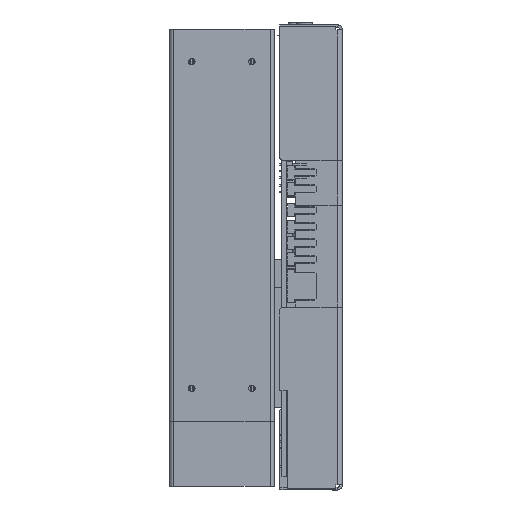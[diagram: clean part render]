
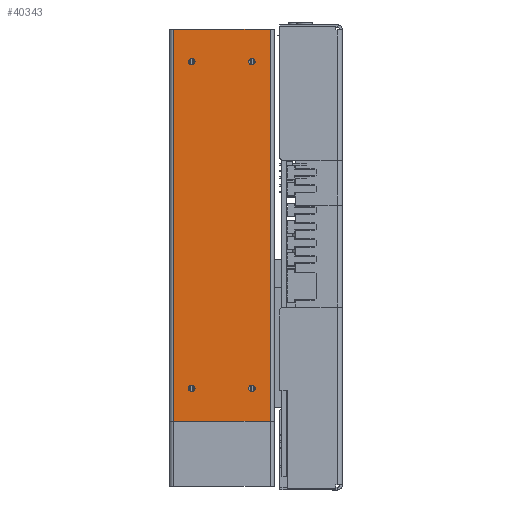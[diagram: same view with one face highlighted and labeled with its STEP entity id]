
A CAD part, left-side view. The second image highlights one B-rep face of the part: STEP entity #40343.
In plain terms, the highlighted planar face has unit normal (-1, 0, 0).
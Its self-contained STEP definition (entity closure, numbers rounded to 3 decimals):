
#691 = VERTEX_POINT ( 'NONE', #39676 ) ;
#787 = DIRECTION ( 'NONE',  ( 0., -1., 0. ) ) ;
#2734 = VERTEX_POINT ( 'NONE', #9946 ) ;
#2819 = CARTESIAN_POINT ( 'NONE',  ( -32.864, -19.044, 112.5 ) ) ;
#3654 = ORIENTED_EDGE ( 'NONE', *, *, #10992, .F. ) ;
#4494 = LINE ( 'NONE', #32615, #14825 ) ;
#4616 = CARTESIAN_POINT ( 'NONE',  ( -32.864, -12.044, 126.25 ) ) ;
#4893 = DIRECTION ( 'NONE',  ( -1., 0., 0. ) ) ;
#5792 = LINE ( 'NONE', #34093, #25353 ) ;
#5991 = AXIS2_PLACEMENT_3D ( 'NONE', #10980, #7279, #43172 ) ;
#6787 = EDGE_LOOP ( 'NONE', ( #23516, #8455, #3654, #26550 ) ) ;
#6851 = AXIS2_PLACEMENT_3D ( 'NONE', #31491, #6864, #38896 ) ;
#6864 = DIRECTION ( 'NONE',  ( -1., 0., 0. ) ) ;
#7279 = DIRECTION ( 'NONE',  ( -1., 0., 0. ) ) ;
#7495 = FACE_BOUND ( 'NONE', #40252, .T. ) ;
#7966 = AXIS2_PLACEMENT_3D ( 'NONE', #40819, #4893, #40375 ) ;
#8455 = ORIENTED_EDGE ( 'NONE', *, *, #36003, .F. ) ;
#8704 = DIRECTION ( 'NONE',  ( -1., 0., 0. ) ) ;
#8987 = EDGE_CURVE ( 'NONE', #45676, #45676, #10897, .T. ) ;
#9792 = CARTESIAN_POINT ( 'NONE',  ( -32.864, -12.044, 250. ) ) ;
#9946 = CARTESIAN_POINT ( 'NONE',  ( -32.864, 17.956, 262.5 ) ) ;
#10699 = AXIS2_PLACEMENT_3D ( 'NONE', #19570, #8704, #37890 ) ;
#10897 = CIRCLE ( 'NONE', #7966, 1.25 ) ;
#10980 = CARTESIAN_POINT ( 'NONE',  ( -32.864, -0.544, 162.5 ) ) ;
#10992 = EDGE_CURVE ( 'NONE', #2734, #27553, #4494, .T. ) ;
#11836 = ORIENTED_EDGE ( 'NONE', *, *, #44653, .F. ) ;
#12010 = CIRCLE ( 'NONE', #6851, 1.25 ) ;
#12192 = CIRCLE ( 'NONE', #10699, 1.25 ) ;
#12877 = CARTESIAN_POINT ( 'NONE',  ( -32.864, 17.956, 112.5 ) ) ;
#12935 = AXIS2_PLACEMENT_3D ( 'NONE', #9792, #13751, #13503 ) ;
#13020 = ORIENTED_EDGE ( 'NONE', *, *, #37172, .F. ) ;
#13503 = DIRECTION ( 'NONE',  ( 0., 0., 1. ) ) ;
#13751 = DIRECTION ( 'NONE',  ( -1., 0., 0. ) ) ;
#14825 = VECTOR ( 'NONE', #787, 1000. ) ;
#15450 = DIRECTION ( 'NONE',  ( 0., -1., 0. ) ) ;
#17496 = EDGE_CURVE ( 'NONE', #23800, #28371, #35643, .T. ) ;
#17938 = EDGE_LOOP ( 'NONE', ( #43716 ) ) ;
#18774 = CARTESIAN_POINT ( 'NONE',  ( -32.864, 10.956, 126.25 ) ) ;
#19238 = DIRECTION ( 'NONE',  ( 0., 0., -1. ) ) ;
#19570 = CARTESIAN_POINT ( 'NONE',  ( -32.864, 10.956, 125. ) ) ;
#20185 = CARTESIAN_POINT ( 'NONE',  ( -32.864, 10.956, 251.25 ) ) ;
#20896 = VECTOR ( 'NONE', #15450, 1000. ) ;
#21635 = FACE_OUTER_BOUND ( 'NONE', #6787, .T. ) ;
#22856 = EDGE_CURVE ( 'NONE', #2734, #23800, #41810, .T. ) ;
#23516 = ORIENTED_EDGE ( 'NONE', *, *, #17496, .T. ) ;
#23800 = VERTEX_POINT ( 'NONE', #12877 ) ;
#23978 = EDGE_LOOP ( 'NONE', ( #35586 ) ) ;
#25353 = VECTOR ( 'NONE', #19238, 1000. ) ;
#26550 = ORIENTED_EDGE ( 'NONE', *, *, #22856, .T. ) ;
#27207 = CARTESIAN_POINT ( 'NONE',  ( -32.864, 17.956, 162.5 ) ) ;
#27553 = VERTEX_POINT ( 'NONE', #44005 ) ;
#28371 = VERTEX_POINT ( 'NONE', #2819 ) ;
#30916 = EDGE_LOOP ( 'NONE', ( #13020 ) ) ;
#31491 = CARTESIAN_POINT ( 'NONE',  ( -32.864, -12.044, 125. ) ) ;
#32571 = PLANE ( 'NONE',  #5991 ) ;
#32615 = CARTESIAN_POINT ( 'NONE',  ( -32.864, 17.956, 262.5 ) ) ;
#32737 = VERTEX_POINT ( 'NONE', #18774 ) ;
#33122 = CARTESIAN_POINT ( 'NONE',  ( -32.864, 17.956, 112.5 ) ) ;
#33520 = EDGE_CURVE ( 'NONE', #691, #691, #44744, .T. ) ;
#34093 = CARTESIAN_POINT ( 'NONE',  ( -32.864, -19.044, 162.5 ) ) ;
#35586 = ORIENTED_EDGE ( 'NONE', *, *, #33520, .F. ) ;
#35643 = LINE ( 'NONE', #33122, #20896 ) ;
#35784 = FACE_BOUND ( 'NONE', #17938, .T. ) ;
#36003 = EDGE_CURVE ( 'NONE', #27553, #28371, #5792, .T. ) ;
#37172 = EDGE_CURVE ( 'NONE', #43115, #43115, #12010, .T. ) ;
#37890 = DIRECTION ( 'NONE',  ( 0., 0., 1. ) ) ;
#38821 = FACE_BOUND ( 'NONE', #30916, .T. ) ;
#38896 = DIRECTION ( 'NONE',  ( 0., 0., 1. ) ) ;
#39676 = CARTESIAN_POINT ( 'NONE',  ( -32.864, -12.044, 251.25 ) ) ;
#40252 = EDGE_LOOP ( 'NONE', ( #11836 ) ) ;
#40343 = ADVANCED_FACE ( 'NONE', ( #35784, #42268, #7495, #38821, #21635 ), #32571, .T. ) ;
#40375 = DIRECTION ( 'NONE',  ( 0., 0., 1. ) ) ;
#40819 = CARTESIAN_POINT ( 'NONE',  ( -32.864, 10.956, 250. ) ) ;
#41810 = LINE ( 'NONE', #27207, #44823 ) ;
#42268 = FACE_BOUND ( 'NONE', #23978, .T. ) ;
#43115 = VERTEX_POINT ( 'NONE', #4616 ) ;
#43172 = DIRECTION ( 'NONE',  ( 0., 0., 1. ) ) ;
#43716 = ORIENTED_EDGE ( 'NONE', *, *, #8987, .F. ) ;
#44005 = CARTESIAN_POINT ( 'NONE',  ( -32.864, -19.044, 262.5 ) ) ;
#44653 = EDGE_CURVE ( 'NONE', #32737, #32737, #12192, .T. ) ;
#44744 = CIRCLE ( 'NONE', #12935, 1.25 ) ;
#44823 = VECTOR ( 'NONE', #45015, 1000. ) ;
#45015 = DIRECTION ( 'NONE',  ( 0., 0., -1. ) ) ;
#45676 = VERTEX_POINT ( 'NONE', #20185 ) ;
